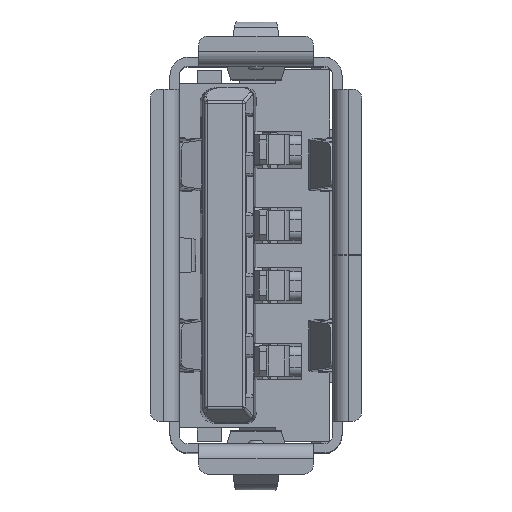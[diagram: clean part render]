
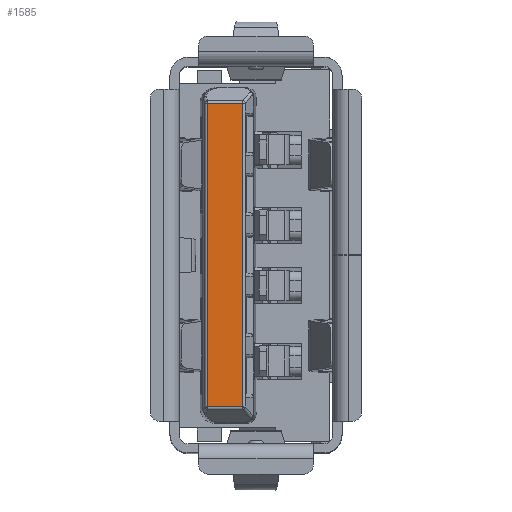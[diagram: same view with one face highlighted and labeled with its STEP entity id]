
A CAD part, top view. The second image highlights one B-rep face of the part: STEP entity #1585.
In plain terms, the highlighted planar face has unit normal (0, 0, 1).
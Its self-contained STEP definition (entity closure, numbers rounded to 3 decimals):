
#1585 = ADVANCED_FACE ( 'NONE', ( #5266 ), #6715, .T. ) ;
#1601 = DIRECTION ( 'NONE',  ( 0., -1., 0. ) ) ;
#1716 = CARTESIAN_POINT ( 'NONE',  ( -1.187, 5.03, 10.2 ) ) ;
#2689 = EDGE_CURVE ( 'NONE', #4026, #5634, #7029, .T. ) ;
#4026 = VERTEX_POINT ( 'NONE', #6776 ) ;
#4580 = CARTESIAN_POINT ( 'NONE',  ( -1.187, -5.03, 10.2 ) ) ;
#5266 = FACE_OUTER_BOUND ( 'NONE', #24725, .T. ) ;
#5634 = VERTEX_POINT ( 'NONE', #4580 ) ;
#5956 = LINE ( 'NONE', #27129, #20220 ) ;
#6571 = DIRECTION ( 'NONE',  ( 0., 0., 1. ) ) ;
#6622 = DIRECTION ( 'NONE',  ( 0., 1., 0. ) ) ;
#6715 = PLANE ( 'NONE',  #33164 ) ;
#6776 = CARTESIAN_POINT ( 'NONE',  ( -1.187, 5.03, 10.2 ) ) ;
#7029 = LINE ( 'NONE', #1716, #22214 ) ;
#7074 = CARTESIAN_POINT ( 'NONE',  ( 3.3, 0., 10.2 ) ) ;
#7281 = ORIENTED_EDGE ( 'NONE', *, *, #2689, .F. ) ;
#8178 = ORIENTED_EDGE ( 'NONE', *, *, #22999, .F. ) ;
#8879 = CARTESIAN_POINT ( 'NONE',  ( -2.357, 5.03, 10.2 ) ) ;
#9920 = VECTOR ( 'NONE', #12798, 1000. ) ;
#12798 = DIRECTION ( 'NONE',  ( 1., 0., 0. ) ) ;
#13949 = ORIENTED_EDGE ( 'NONE', *, *, #29904, .F. ) ;
#15229 = DIRECTION ( 'NONE',  ( 0., 1., 0. ) ) ;
#15694 = EDGE_CURVE ( 'NONE', #17577, #21654, #36254, .T. ) ;
#17577 = VERTEX_POINT ( 'NONE', #30085 ) ;
#19727 = ORIENTED_EDGE ( 'NONE', *, *, #15694, .F. ) ;
#20220 = VECTOR ( 'NONE', #35730, 1000. ) ;
#21654 = VERTEX_POINT ( 'NONE', #8879 ) ;
#22214 = VECTOR ( 'NONE', #1601, 1000. ) ;
#22999 = EDGE_CURVE ( 'NONE', #21654, #4026, #32711, .T. ) ;
#24725 = EDGE_LOOP ( 'NONE', ( #19727, #13949, #7281, #8178 ) ) ;
#27129 = CARTESIAN_POINT ( 'NONE',  ( -1.187, -5.03, 10.2 ) ) ;
#29458 = CARTESIAN_POINT ( 'NONE',  ( -2.357, -5.03, 10.2 ) ) ;
#29887 = CARTESIAN_POINT ( 'NONE',  ( -2.357, 5.03, 10.2 ) ) ;
#29904 = EDGE_CURVE ( 'NONE', #5634, #17577, #5956, .T. ) ;
#30085 = CARTESIAN_POINT ( 'NONE',  ( -2.357, -5.03, 10.2 ) ) ;
#32711 = LINE ( 'NONE', #29887, #9920 ) ;
#33164 = AXIS2_PLACEMENT_3D ( 'NONE', #7074, #6571, #6622 ) ;
#35366 = VECTOR ( 'NONE', #15229, 1000. ) ;
#35730 = DIRECTION ( 'NONE',  ( -1., 0., 0. ) ) ;
#36254 = LINE ( 'NONE', #29458, #35366 ) ;
